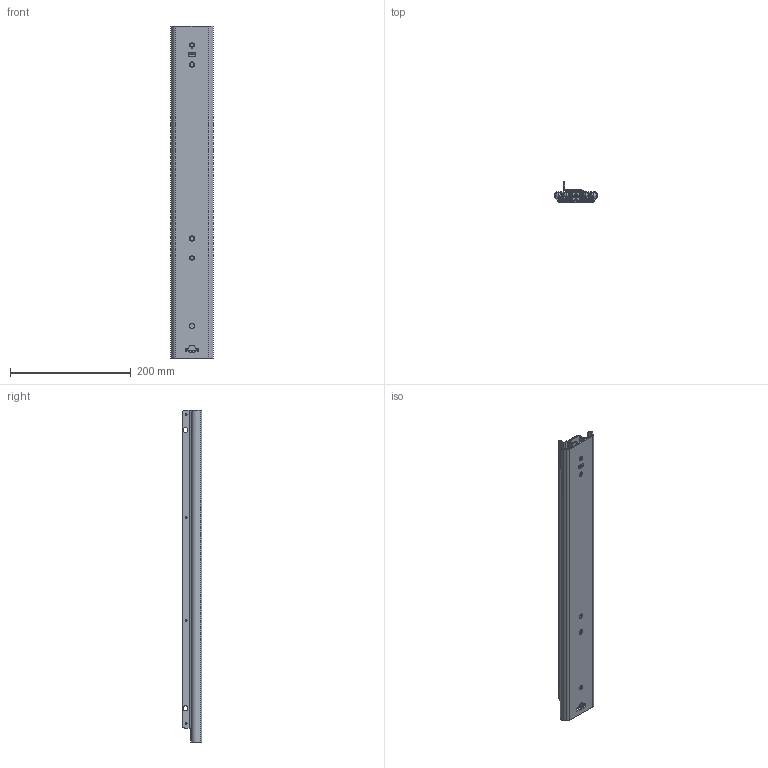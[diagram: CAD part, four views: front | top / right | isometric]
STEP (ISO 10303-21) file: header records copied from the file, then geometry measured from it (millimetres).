
FILE_DESCRIPTION((''),'2;1');
FILE_NAME('101-S06_ASM','2015-05-12T',('w.jans'),(''),'PRO/ENGINEER BY PARAMETRIC TECHNOLOGY CORPORATION, 2003450','PRO/ENGINEER BY PARAMETRIC TECHNOLOGY CORPORATION, 2003450','');
FILE_SCHEMA(('CONFIG_CONTROL_DESIGN'));
Length unit declared in the file: millimetre
Products named in the file (15): 101-S06-SKEL; 511-01-S06-TA1; 511-01-S06-TA1_ASM; 515-4XX-01-S06; 911-073; 515-4XX-01-S06_ASM; 512-01-S06-TA2; 512-01-S06-TA2_ASM; 515-5XX-01-S06; 911-078; 515-5XX-01-S06_ASM; 513-01-S06-TA3; 516-037; 513-01-S06-TA3_ASM; 101-S06_ASM
Assembly tree (62 placements, depth 3):
  101-S06_ASM
    101-S06-SKEL
    511-01-S06-TA1_ASM
      511-01-S06-TA1
    515-4XX-01-S06_ASM
      515-4XX-01-S06
      911-073  x26
    512-01-S06-TA2_ASM
      512-01-S06-TA2
    515-5XX-01-S06_ASM
      515-5XX-01-S06
      911-078  x24
    513-01-S06-TA3_ASM
      513-01-S06-TA3
      516-037
Bounding box: 70.9 x 32.7 x 550 mm (x, y, z)
Volume: 304849.5 mm3; surface area: 374957.3 mm2
Topology: 56 solids, 56 shells, 1202 faces, 3425 edges, 2132 vertices
Faces by surface type: plane 610, cylinder 436, sphere 100, torus 32, cone 24
Entity records: 38042 total; most frequent: CARTESIAN_POINT 7865, DIRECTION 6395, ORIENTED_EDGE 6258, EDGE_CURVE 3129, AXIS2_PLACEMENT_3D 2168, VECTOR 2059, LINE 2059, VERTEX_POINT 2036
